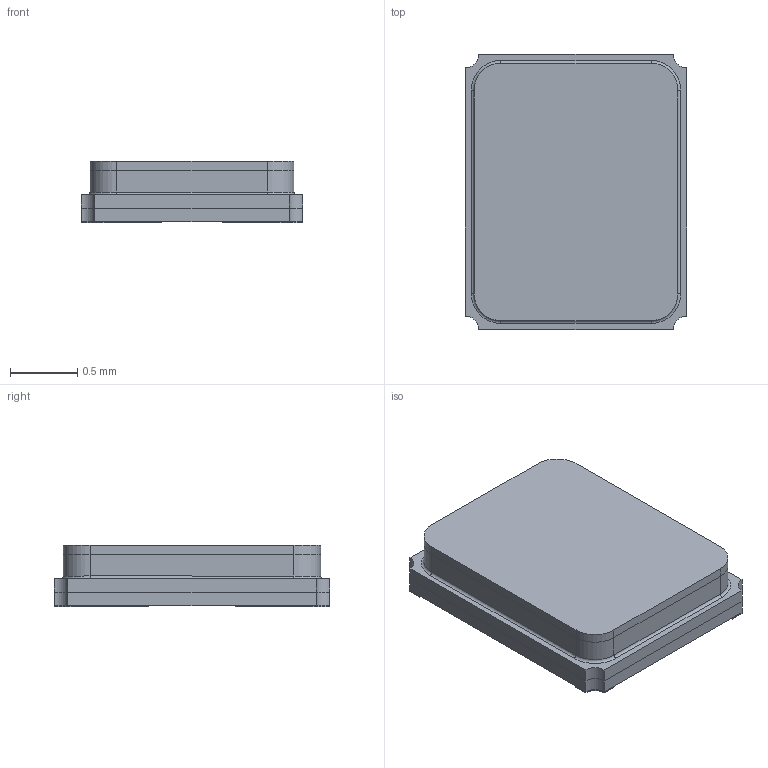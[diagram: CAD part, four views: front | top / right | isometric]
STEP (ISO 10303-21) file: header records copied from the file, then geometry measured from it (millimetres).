
FILE_DESCRIPTION(('FreeCAD Model'),'2;1');
FILE_NAME('Open CASCADE Shape Model','2025-02-04T12:23:59',(''),(''), 'Open CASCADE STEP processor 7.8','FreeCAD','Unknown');
FILE_SCHEMA(('AUTOMOTIVE_DESIGN { 1 0 10303 214 1 1 1 1 }'));
Length unit declared in the file: millimetre
Products named in the file (8): FA-128_LidÃÂt007; FA-128_LidÃÂt; FA-128_LidÃÂt001; FA-128_LidÃÂt002; FA-128_LidÃÂt003; FA-128_LidÃÂt004; FA-128_LidÃÂt005; FA-128_LidÃÂt006
Assembly tree (7 placements, depth 2):
  FA-128_LidÃÂt007
    FA-128_LidÃÂt
    FA-128_LidÃÂt001
    FA-128_LidÃÂt002
    FA-128_LidÃÂt003
    FA-128_LidÃÂt004
    FA-128_LidÃÂt005
    FA-128_LidÃÂt006
Bounding box: 1.65 x 2.05 x 0.46 mm (x, y, z)
Volume: 1.1 mm3; surface area: 25.9 mm2
Topology: 7 solids, 7 shells, 118 faces, 289 edges, 190 vertices
Faces by surface type: plane 84, cylinder 30, torus 4
Entity records: 4415 total; most frequent: CARTESIAN_POINT 605, DIRECTION 605, ORIENTED_EDGE 578, EDGE_CURVE 289, LINE 225, VECTOR 225, AXIS2_PLACEMENT_3D 190, VERTEX_POINT 190
